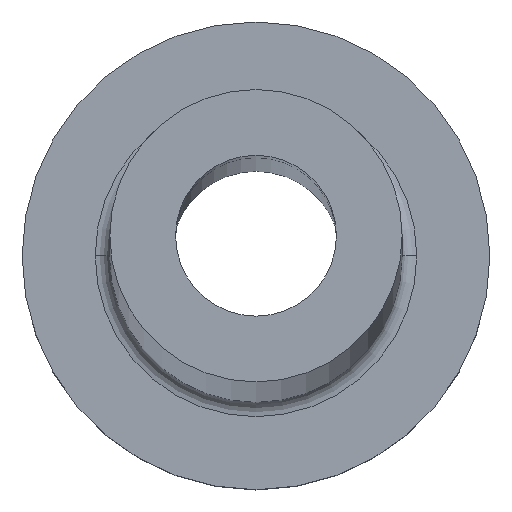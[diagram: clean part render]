
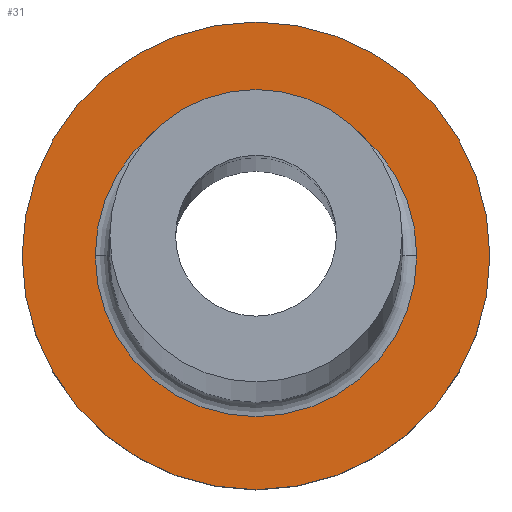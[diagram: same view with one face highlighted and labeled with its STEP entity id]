
A CAD part, top view. The second image highlights one B-rep face of the part: STEP entity #31.
In plain terms, the highlighted planar face has unit normal (0, 0, 1).
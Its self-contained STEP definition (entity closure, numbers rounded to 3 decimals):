
#6 = DIRECTION ( 'NONE',  ( 1., 0., 0. ) ) ;
#14 = VERTEX_POINT ( 'NONE', #119 ) ;
#16 = DIRECTION ( 'NONE',  ( 1., 0., 0. ) ) ;
#31 = ADVANCED_FACE ( 'NONE', ( #438, #397 ), #251, .T. ) ;
#59 = CARTESIAN_POINT ( 'NONE',  ( 0., 0., 5. ) ) ;
#64 = EDGE_LOOP ( 'NONE', ( #350, #430 ) ) ;
#73 = CIRCLE ( 'NONE', #292, 8. ) ;
#80 = AXIS2_PLACEMENT_3D ( 'NONE', #186, #264, #16 ) ;
#86 = CARTESIAN_POINT ( 'NONE',  ( 0., 0., 5. ) ) ;
#99 = EDGE_CURVE ( 'NONE', #118, #178, #431, .T. ) ;
#114 = DIRECTION ( 'NONE',  ( 0., 0., -1. ) ) ;
#118 = VERTEX_POINT ( 'NONE', #409 ) ;
#119 = CARTESIAN_POINT ( 'NONE',  ( -5.5, 0., 5. ) ) ;
#122 = CIRCLE ( 'NONE', #80, 5.5 ) ;
#125 = EDGE_CURVE ( 'NONE', #127, #14, #122, .T. ) ;
#127 = VERTEX_POINT ( 'NONE', #188 ) ;
#178 = VERTEX_POINT ( 'NONE', #283 ) ;
#180 = DIRECTION ( 'NONE',  ( 0., 0., 1. ) ) ;
#181 = CARTESIAN_POINT ( 'NONE',  ( 0., 0., 5. ) ) ;
#183 = DIRECTION ( 'NONE',  ( 0., 0., 1. ) ) ;
#186 = CARTESIAN_POINT ( 'NONE',  ( 0., 0., 5. ) ) ;
#188 = CARTESIAN_POINT ( 'NONE',  ( 5.5, 0., 5. ) ) ;
#210 = EDGE_LOOP ( 'NONE', ( #457, #352 ) ) ;
#213 = AXIS2_PLACEMENT_3D ( 'NONE', #86, #180, #218 ) ;
#218 = DIRECTION ( 'NONE',  ( 1., 0., 0. ) ) ;
#251 = PLANE ( 'NONE',  #213 ) ;
#264 = DIRECTION ( 'NONE',  ( 0., 0., -1. ) ) ;
#266 = CIRCLE ( 'NONE', #421, 5.5 ) ;
#268 = EDGE_CURVE ( 'NONE', #178, #118, #73, .T. ) ;
#277 = DIRECTION ( 'NONE',  ( 1., 0., 0. ) ) ;
#283 = CARTESIAN_POINT ( 'NONE',  ( 8., 0., 5. ) ) ;
#290 = EDGE_CURVE ( 'NONE', #14, #127, #266, .T. ) ;
#292 = AXIS2_PLACEMENT_3D ( 'NONE', #59, #310, #277 ) ;
#310 = DIRECTION ( 'NONE',  ( 0., 0., 1. ) ) ;
#350 = ORIENTED_EDGE ( 'NONE', *, *, #99, .T. ) ;
#352 = ORIENTED_EDGE ( 'NONE', *, *, #290, .T. ) ;
#361 = AXIS2_PLACEMENT_3D ( 'NONE', #181, #183, #6 ) ;
#366 = DIRECTION ( 'NONE',  ( 1., 0., 0. ) ) ;
#397 = FACE_OUTER_BOUND ( 'NONE', #64, .T. ) ;
#409 = CARTESIAN_POINT ( 'NONE',  ( -8., 0., 5. ) ) ;
#421 = AXIS2_PLACEMENT_3D ( 'NONE', #437, #114, #366 ) ;
#430 = ORIENTED_EDGE ( 'NONE', *, *, #268, .T. ) ;
#431 = CIRCLE ( 'NONE', #361, 8. ) ;
#437 = CARTESIAN_POINT ( 'NONE',  ( 0., 0., 5. ) ) ;
#438 = FACE_BOUND ( 'NONE', #210, .T. ) ;
#457 = ORIENTED_EDGE ( 'NONE', *, *, #125, .T. ) ;
